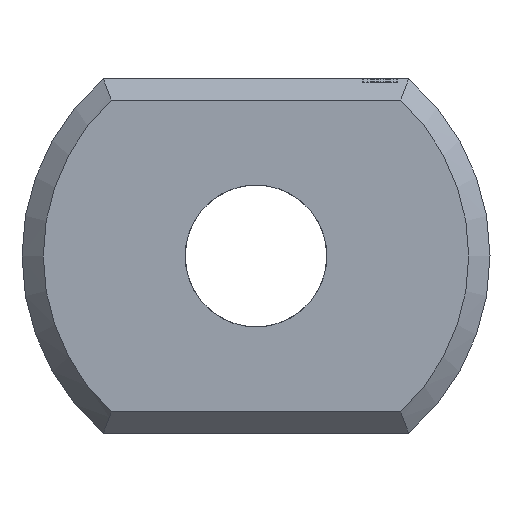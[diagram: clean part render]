
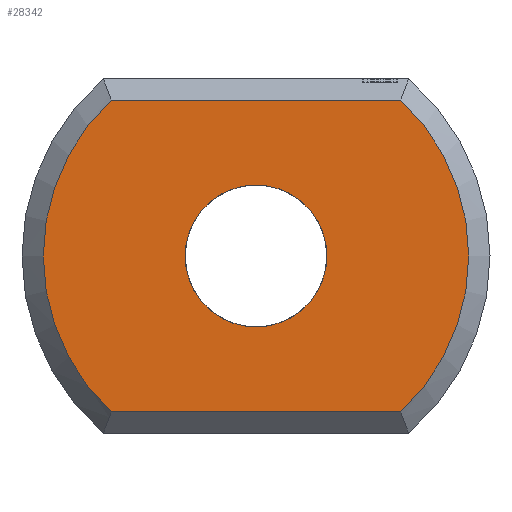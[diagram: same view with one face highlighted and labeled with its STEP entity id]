
A CAD part, left-side view. The second image highlights one B-rep face of the part: STEP entity #28342.
In plain terms, the highlighted planar face has unit normal (-1, 0, 0).
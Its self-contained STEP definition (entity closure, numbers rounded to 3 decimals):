
#254 = PLANE('',#255);
#255 = AXIS2_PLACEMENT_3D('',#256,#257,#258);
#256 = CARTESIAN_POINT('',(0.15,-2.154,2.35));
#257 = DIRECTION('',(0.707,0.,-0.707)
  );
#258 = DIRECTION('',(0.,-1.,0.));
#10467 = CONICAL_SURFACE('',#10468,3.3,0.785);
#10468 = AXIS2_PLACEMENT_3D('',#10469,#10470,#10471);
#10469 = CARTESIAN_POINT('',(0.3,0.,0.)
  );
#10470 = DIRECTION('',(1.,0.,0.));
#10471 = DIRECTION('',(0.,0.653,-0.758)
  );
#10536 = VERTEX_POINT('',#10537);
#10537 = CARTESIAN_POINT('',(0.,-2.04,2.2));
#10552 = CONICAL_SURFACE('',#10553,3.3,0.785);
#10553 = AXIS2_PLACEMENT_3D('',#10554,#10555,#10556);
#10554 = CARTESIAN_POINT('',(0.3,0.,0.)
  );
#10555 = DIRECTION('',(1.,0.,0.));
#10556 = DIRECTION('',(0.,-0.653,0.758)
  );
#10569 = VERTEX_POINT('',#10570);
#10570 = CARTESIAN_POINT('',(0.,2.04,2.2));
#10595 = EDGE_CURVE('',#10536,#10569,#10596,.T.);
#10596 = SURFACE_CURVE('',#10597,(#10601,#10608),.PCURVE_S1.);
#10597 = LINE('',#10598,#10599);
#10598 = CARTESIAN_POINT('',(0.,-2.154,2.2));
#10599 = VECTOR('',#10600,1.);
#10600 = DIRECTION('',(0.,1.,0.));
#10601 = PCURVE('',#254,#10602);
#10602 = DEFINITIONAL_REPRESENTATION('',(#10603),#10607);
#10603 = LINE('',#10604,#10605);
#10604 = CARTESIAN_POINT('',(0.,0.212));
#10605 = VECTOR('',#10606,1.);
#10606 = DIRECTION('',(-1.,0.));
#10607 = ( GEOMETRIC_REPRESENTATION_CONTEXT(2) 
PARAMETRIC_REPRESENTATION_CONTEXT() REPRESENTATION_CONTEXT('2D SPACE',''
  ) );
#10608 = PCURVE('',#10609,#10614);
#10609 = PLANE('',#10610);
#10610 = AXIS2_PLACEMENT_3D('',#10611,#10612,#10613);
#10611 = CARTESIAN_POINT('',(0.,0.,
    0.));
#10612 = DIRECTION('',(1.,0.,0.));
#10613 = DIRECTION('',(0.,0.,1.));
#10614 = DEFINITIONAL_REPRESENTATION('',(#10615),#10619);
#10615 = LINE('',#10616,#10617);
#10616 = CARTESIAN_POINT('',(2.2,2.154));
#10617 = VECTOR('',#10618,1.);
#10618 = DIRECTION('',(0.,-1.));
#10619 = ( GEOMETRIC_REPRESENTATION_CONTEXT(2) 
PARAMETRIC_REPRESENTATION_CONTEXT() REPRESENTATION_CONTEXT('2D SPACE',''
  ) );
#27999 = VERTEX_POINT('',#28000);
#28000 = CARTESIAN_POINT('',(0.,2.04,-2.2));
#28018 = PLANE('',#28019);
#28019 = AXIS2_PLACEMENT_3D('',#28020,#28021,#28022);
#28020 = CARTESIAN_POINT('',(0.15,-2.154,-2.35));
#28021 = DIRECTION('',(-0.707,0.,-0.707)
  );
#28022 = DIRECTION('',(0.,-1.,0.));
#28032 = EDGE_CURVE('',#27999,#10569,#28033,.T.);
#28033 = SURFACE_CURVE('',#28034,(#28039,#28046),.PCURVE_S1.);
#28034 = CIRCLE('',#28035,3.);
#28035 = AXIS2_PLACEMENT_3D('',#28036,#28037,#28038);
#28036 = CARTESIAN_POINT('',(0.,0.,
    0.));
#28037 = DIRECTION('',(1.,0.,0.));
#28038 = DIRECTION('',(0.,0.653,-0.758)
  );
#28039 = PCURVE('',#10467,#28040);
#28040 = DEFINITIONAL_REPRESENTATION('',(#28041),#28045);
#28041 = LINE('',#28042,#28043);
#28042 = CARTESIAN_POINT('',(0.,-0.3));
#28043 = VECTOR('',#28044,1.);
#28044 = DIRECTION('',(1.,-0.));
#28045 = ( GEOMETRIC_REPRESENTATION_CONTEXT(2) 
PARAMETRIC_REPRESENTATION_CONTEXT() REPRESENTATION_CONTEXT('2D SPACE',''
  ) );
#28046 = PCURVE('',#10609,#28047);
#28047 = DEFINITIONAL_REPRESENTATION('',(#28048),#28052);
#28048 = CIRCLE('',#28049,3.);
#28049 = AXIS2_PLACEMENT_2D('',#28050,#28051);
#28050 = CARTESIAN_POINT('',(0.,0.));
#28051 = DIRECTION('',(-0.758,-0.653));
#28052 = ( GEOMETRIC_REPRESENTATION_CONTEXT(2) 
PARAMETRIC_REPRESENTATION_CONTEXT() REPRESENTATION_CONTEXT('2D SPACE',''
  ) );
#28295 = VERTEX_POINT('',#28296);
#28296 = CARTESIAN_POINT('',(0.,-2.04,-2.2));
#28321 = EDGE_CURVE('',#10536,#28295,#28322,.T.);
#28322 = SURFACE_CURVE('',#28323,(#28328,#28335),.PCURVE_S1.);
#28323 = CIRCLE('',#28324,3.);
#28324 = AXIS2_PLACEMENT_3D('',#28325,#28326,#28327);
#28325 = CARTESIAN_POINT('',(0.,0.,
    0.));
#28326 = DIRECTION('',(1.,0.,0.));
#28327 = DIRECTION('',(0.,-0.653,0.758)
  );
#28328 = PCURVE('',#10552,#28329);
#28329 = DEFINITIONAL_REPRESENTATION('',(#28330),#28334);
#28330 = LINE('',#28331,#28332);
#28331 = CARTESIAN_POINT('',(0.,-0.3));
#28332 = VECTOR('',#28333,1.);
#28333 = DIRECTION('',(1.,-0.));
#28334 = ( GEOMETRIC_REPRESENTATION_CONTEXT(2) 
PARAMETRIC_REPRESENTATION_CONTEXT() REPRESENTATION_CONTEXT('2D SPACE',''
  ) );
#28335 = PCURVE('',#10609,#28336);
#28336 = DEFINITIONAL_REPRESENTATION('',(#28337),#28341);
#28337 = CIRCLE('',#28338,3.);
#28338 = AXIS2_PLACEMENT_2D('',#28339,#28340);
#28339 = CARTESIAN_POINT('',(0.,0.));
#28340 = DIRECTION('',(0.758,0.653));
#28341 = ( GEOMETRIC_REPRESENTATION_CONTEXT(2) 
PARAMETRIC_REPRESENTATION_CONTEXT() REPRESENTATION_CONTEXT('2D SPACE',''
  ) );
#28342 = ADVANCED_FACE('',(#28343,#28369),#10609,.F.);
#28343 = FACE_BOUND('',#28344,.F.);
#28344 = EDGE_LOOP('',(#28345,#28346,#28347,#28348));
#28345 = ORIENTED_EDGE('',*,*,#28032,.T.);
#28346 = ORIENTED_EDGE('',*,*,#10595,.F.);
#28347 = ORIENTED_EDGE('',*,*,#28321,.T.);
#28348 = ORIENTED_EDGE('',*,*,#28349,.T.);
#28349 = EDGE_CURVE('',#28295,#27999,#28350,.T.);
#28350 = SURFACE_CURVE('',#28351,(#28355,#28362),.PCURVE_S1.);
#28351 = LINE('',#28352,#28353);
#28352 = CARTESIAN_POINT('',(0.,-2.154,-2.2));
#28353 = VECTOR('',#28354,1.);
#28354 = DIRECTION('',(0.,1.,0.));
#28355 = PCURVE('',#10609,#28356);
#28356 = DEFINITIONAL_REPRESENTATION('',(#28357),#28361);
#28357 = LINE('',#28358,#28359);
#28358 = CARTESIAN_POINT('',(-2.2,2.154));
#28359 = VECTOR('',#28360,1.);
#28360 = DIRECTION('',(0.,-1.));
#28361 = ( GEOMETRIC_REPRESENTATION_CONTEXT(2) 
PARAMETRIC_REPRESENTATION_CONTEXT() REPRESENTATION_CONTEXT('2D SPACE',''
  ) );
#28362 = PCURVE('',#28018,#28363);
#28363 = DEFINITIONAL_REPRESENTATION('',(#28364),#28368);
#28364 = LINE('',#28365,#28366);
#28365 = CARTESIAN_POINT('',(0.,0.212));
#28366 = VECTOR('',#28367,1.);
#28367 = DIRECTION('',(-1.,0.));
#28368 = ( GEOMETRIC_REPRESENTATION_CONTEXT(2) 
PARAMETRIC_REPRESENTATION_CONTEXT() REPRESENTATION_CONTEXT('2D SPACE',''
  ) );
#28369 = FACE_BOUND('',#28370,.T.);
#28370 = EDGE_LOOP('',(#28371));
#28371 = ORIENTED_EDGE('',*,*,#28372,.T.);
#28372 = EDGE_CURVE('',#28373,#28373,#28375,.T.);
#28373 = VERTEX_POINT('',#28374);
#28374 = CARTESIAN_POINT('',(0.,1.,0.));
#28375 = SURFACE_CURVE('',#28376,(#28381,#28388),.PCURVE_S1.);
#28376 = CIRCLE('',#28377,1.);
#28377 = AXIS2_PLACEMENT_3D('',#28378,#28379,#28380);
#28378 = CARTESIAN_POINT('',(0.,0.,0.));
#28379 = DIRECTION('',(1.,0.,0.));
#28380 = DIRECTION('',(0.,1.,0.));
#28381 = PCURVE('',#10609,#28382);
#28382 = DEFINITIONAL_REPRESENTATION('',(#28383),#28387);
#28383 = CIRCLE('',#28384,1.);
#28384 = AXIS2_PLACEMENT_2D('',#28385,#28386);
#28385 = CARTESIAN_POINT('',(0.,0.));
#28386 = DIRECTION('',(0.,-1.));
#28387 = ( GEOMETRIC_REPRESENTATION_CONTEXT(2) 
PARAMETRIC_REPRESENTATION_CONTEXT() REPRESENTATION_CONTEXT('2D SPACE',''
  ) );
#28388 = PCURVE('',#28389,#28394);
#28389 = CYLINDRICAL_SURFACE('',#28390,1.);
#28390 = AXIS2_PLACEMENT_3D('',#28391,#28392,#28393);
#28391 = CARTESIAN_POINT('',(0.,0.,0.));
#28392 = DIRECTION('',(-1.,0.,0.));
#28393 = DIRECTION('',(0.,1.,0.));
#28394 = DEFINITIONAL_REPRESENTATION('',(#28395),#28399);
#28395 = LINE('',#28396,#28397);
#28396 = CARTESIAN_POINT('',(-0.,0.));
#28397 = VECTOR('',#28398,1.);
#28398 = DIRECTION('',(-1.,0.));
#28399 = ( GEOMETRIC_REPRESENTATION_CONTEXT(2) 
PARAMETRIC_REPRESENTATION_CONTEXT() REPRESENTATION_CONTEXT('2D SPACE',''
  ) );
